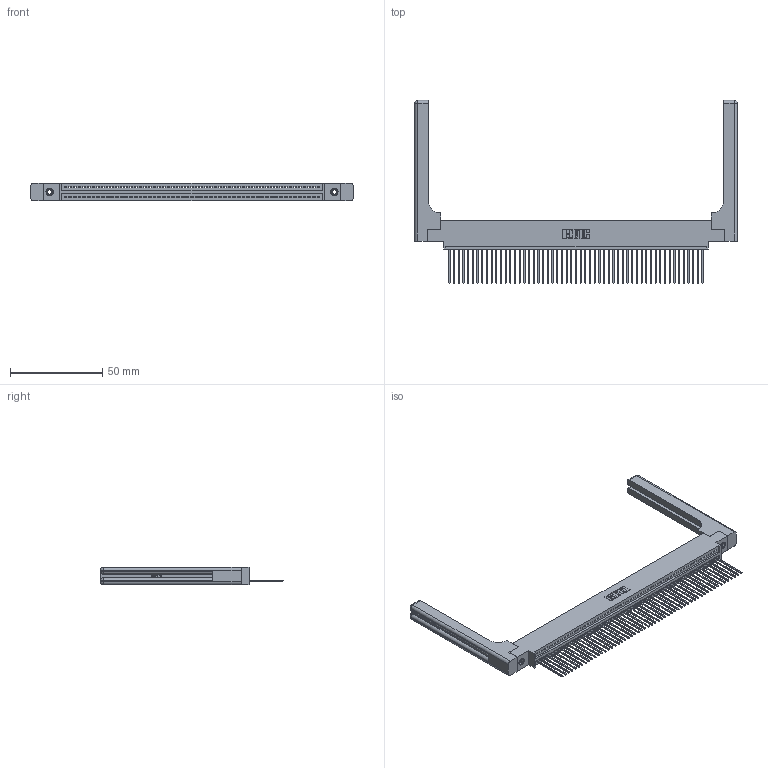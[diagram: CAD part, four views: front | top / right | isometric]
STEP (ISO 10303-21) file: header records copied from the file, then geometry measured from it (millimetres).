
FILE_DESCRIPTION (( 'STEP AP203' ), '1' );
FILE_NAME ('345-055-541-658.STEP', '2019-10-10T03:34:13', ( '' ), ( '' ), 'SwSTEP 2.0', 'SolidWorks 2016', '' );
FILE_SCHEMA (( 'CONFIG_CONTROL_DESIGN' ));
Length unit declared in the file: inch
Products named in the file (5): 345-220-058_345-220-058; 345 Part_0.170 Offset - 0.156 Dia-TH; 345-292-001_345-293-141; 345-250-001_345-250-001-102; 345-055-541-658
Assembly tree (60 placements, depth 2):
  345-055-541-658
    345 Part_0.170 Offset - 0.156 Dia-TH
    345-292-001_345-293-141  x55
    345-250-001_345-250-001-102  x2
    345-220-058_345-220-058  x2
Bounding box: 174.73 x 99.24 x 9.4 mm (x, y, z)
Volume: 25275.3 mm3; surface area: 28962.9 mm2
Topology: 60 solids, 60 shells, 3576 faces, 10699 edges, 7038 vertices
Faces by surface type: plane 2432, cylinder 1084, bspline 36, cone 12, sphere 8, torus 4
Entity records: 44976 total; most frequent: CARTESIAN_POINT 8762, ORIENTED_EDGE 7548, DIRECTION 6580, EDGE_CURVE 3774, LINE 3330, VECTOR 3330, VERTEX_POINT 2506, AXIS2_PLACEMENT_3D 1625
